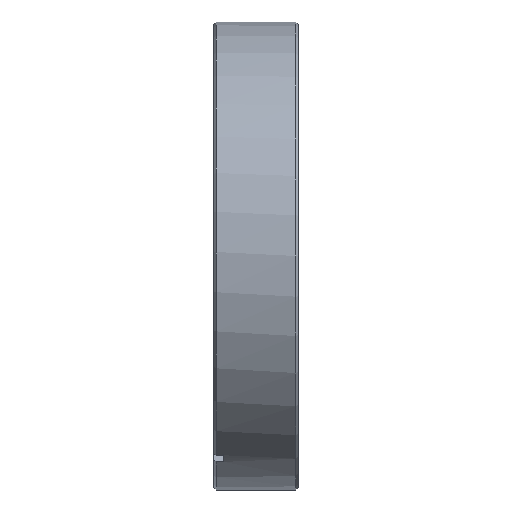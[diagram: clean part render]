
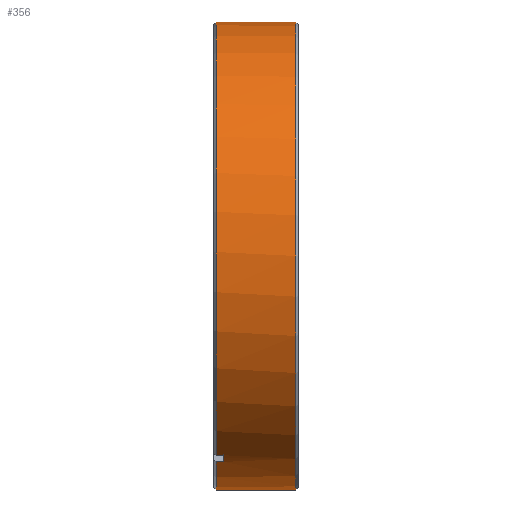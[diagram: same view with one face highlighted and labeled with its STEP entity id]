
A CAD part, left-side view. The second image highlights one B-rep face of the part: STEP entity #356.
In plain terms, the highlighted cylindrical face has radius 35 mm (diameter 70 mm), a partial arc.
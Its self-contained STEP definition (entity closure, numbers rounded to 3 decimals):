
#1 = CIRCLE ( 'NONE', #485, 35. ) ;
#34 = CARTESIAN_POINT ( 'NONE',  ( -16.627, 31.392, -30.799 ) ) ;
#99 = EDGE_CURVE ( 'NONE', #361, #1465, #574, .T. ) ;
#141 = DIRECTION ( 'NONE',  ( 0., 1., 0. ) ) ;
#165 = CARTESIAN_POINT ( 'NONE',  ( 0., 0.4, 0. ) ) ;
#168 = VERTEX_POINT ( 'NONE', #1265 ) ;
#223 = VERTEX_POINT ( 'NONE', #1795 ) ;
#244 = CARTESIAN_POINT ( 'NONE',  ( 0., 31.392, 35. ) ) ;
#265 = DIRECTION ( 'NONE',  ( 0., 0., -1. ) ) ;
#273 = ORIENTED_EDGE ( 'NONE', *, *, #760, .F. ) ;
#303 = AXIS2_PLACEMENT_3D ( 'NONE', #699, #2013, #1311 ) ;
#317 = EDGE_CURVE ( 'NONE', #1753, #587, #969, .T. ) ;
#322 = DIRECTION ( 'NONE',  ( 0., 0., -1. ) ) ;
#356 = ADVANCED_FACE ( 'NONE', ( #621 ), #850, .T. ) ;
#361 = VERTEX_POINT ( 'NONE', #1856 ) ;
#377 = DIRECTION ( 'NONE',  ( 0., -1., 0. ) ) ;
#423 = CARTESIAN_POINT ( 'NONE',  ( 0., 11.2, 0. ) ) ;
#470 = DIRECTION ( 'NONE',  ( 0., 0., 1. ) ) ;
#485 = AXIS2_PLACEMENT_3D ( 'NONE', #1173, #769, #1344 ) ;
#532 = CARTESIAN_POINT ( 'NONE',  ( 0., 31.392, -35. ) ) ;
#562 = CIRCLE ( 'NONE', #1765, 35. ) ;
#564 = EDGE_CURVE ( 'NONE', #999, #1753, #1112, .T. ) ;
#574 = CIRCLE ( 'NONE', #1896, 35. ) ;
#587 = VERTEX_POINT ( 'NONE', #899 ) ;
#599 = VECTOR ( 'NONE', #909, 1000. ) ;
#621 = FACE_OUTER_BOUND ( 'NONE', #1011, .T. ) ;
#643 = EDGE_CURVE ( 'NONE', #656, #168, #1, .T. ) ;
#653 = CARTESIAN_POINT ( 'NONE',  ( 0., 12.3, 0. ) ) ;
#656 = VERTEX_POINT ( 'NONE', #1891 ) ;
#699 = CARTESIAN_POINT ( 'NONE',  ( 0., 31.392, 0. ) ) ;
#755 = EDGE_CURVE ( 'NONE', #223, #168, #1580, .T. ) ;
#760 = EDGE_CURVE ( 'NONE', #656, #361, #842, .T. ) ;
#769 = DIRECTION ( 'NONE',  ( 0., -1., 0. ) ) ;
#842 = LINE ( 'NONE', #34, #1760 ) ;
#850 = CYLINDRICAL_SURFACE ( 'NONE', #303, 35. ) ;
#899 = CARTESIAN_POINT ( 'NONE',  ( -18.359, 12.3, -29.799 ) ) ;
#909 = DIRECTION ( 'NONE',  ( 0., 1., 0. ) ) ;
#967 = ORIENTED_EDGE ( 'NONE', *, *, #755, .F. ) ;
#969 = CIRCLE ( 'NONE', #1313, 35. ) ;
#999 = VERTEX_POINT ( 'NONE', #1526 ) ;
#1011 = EDGE_LOOP ( 'NONE', ( #967, #1147, #1413, #1513, #2019, #1775, #273, #2005 ) ) ;
#1029 = EDGE_CURVE ( 'NONE', #223, #999, #562, .T. ) ;
#1112 = LINE ( 'NONE', #244, #599 ) ;
#1147 = ORIENTED_EDGE ( 'NONE', *, *, #1029, .T. ) ;
#1173 = CARTESIAN_POINT ( 'NONE',  ( 0., 12.3, 0. ) ) ;
#1196 = DIRECTION ( 'NONE',  ( 0., 1., 0. ) ) ;
#1265 = CARTESIAN_POINT ( 'NONE',  ( 0., 12.3, -35. ) ) ;
#1311 = DIRECTION ( 'NONE',  ( 0., 0., 1. ) ) ;
#1313 = AXIS2_PLACEMENT_3D ( 'NONE', #653, #1595, #470 ) ;
#1325 = VECTOR ( 'NONE', #141, 1000. ) ;
#1331 = DIRECTION ( 'NONE',  ( 0., 1., 0. ) ) ;
#1334 = CARTESIAN_POINT ( 'NONE',  ( 0., 12.3, 35. ) ) ;
#1344 = DIRECTION ( 'NONE',  ( 0., 0., 1. ) ) ;
#1413 = ORIENTED_EDGE ( 'NONE', *, *, #564, .T. ) ;
#1417 = CARTESIAN_POINT ( 'NONE',  ( -18.359, 11.2, -29.799 ) ) ;
#1421 = DIRECTION ( 'NONE',  ( 0., 1., 0. ) ) ;
#1465 = VERTEX_POINT ( 'NONE', #1417 ) ;
#1513 = ORIENTED_EDGE ( 'NONE', *, *, #317, .T. ) ;
#1526 = CARTESIAN_POINT ( 'NONE',  ( 0., 0.4, 35. ) ) ;
#1580 = LINE ( 'NONE', #532, #1325 ) ;
#1595 = DIRECTION ( 'NONE',  ( 0., -1., 0. ) ) ;
#1722 = EDGE_CURVE ( 'NONE', #1465, #587, #2012, .T. ) ;
#1753 = VERTEX_POINT ( 'NONE', #1334 ) ;
#1760 = VECTOR ( 'NONE', #377, 1000. ) ;
#1765 = AXIS2_PLACEMENT_3D ( 'NONE', #165, #1331, #322 ) ;
#1775 = ORIENTED_EDGE ( 'NONE', *, *, #99, .F. ) ;
#1795 = CARTESIAN_POINT ( 'NONE',  ( 0., 0.4, -35. ) ) ;
#1808 = VECTOR ( 'NONE', #1196, 1000. ) ;
#1856 = CARTESIAN_POINT ( 'NONE',  ( -16.627, 11.2, -30.799 ) ) ;
#1891 = CARTESIAN_POINT ( 'NONE',  ( -16.627, 12.3, -30.799 ) ) ;
#1896 = AXIS2_PLACEMENT_3D ( 'NONE', #423, #1421, #265 ) ;
#2005 = ORIENTED_EDGE ( 'NONE', *, *, #643, .T. ) ;
#2012 = LINE ( 'NONE', #2038, #1808 ) ;
#2013 = DIRECTION ( 'NONE',  ( 0., 1., 0. ) ) ;
#2019 = ORIENTED_EDGE ( 'NONE', *, *, #1722, .F. ) ;
#2038 = CARTESIAN_POINT ( 'NONE',  ( -18.359, 31.392, -29.799 ) ) ;
